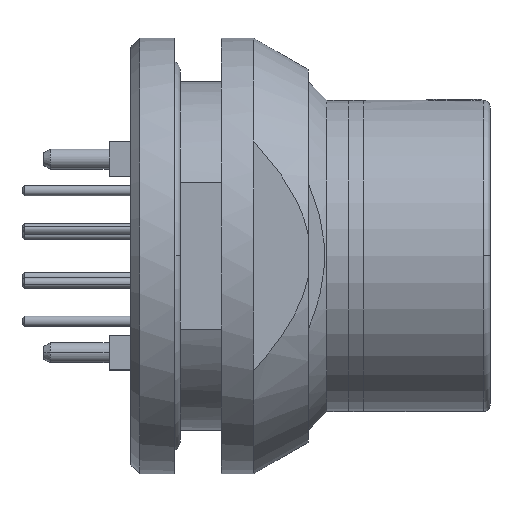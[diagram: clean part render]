
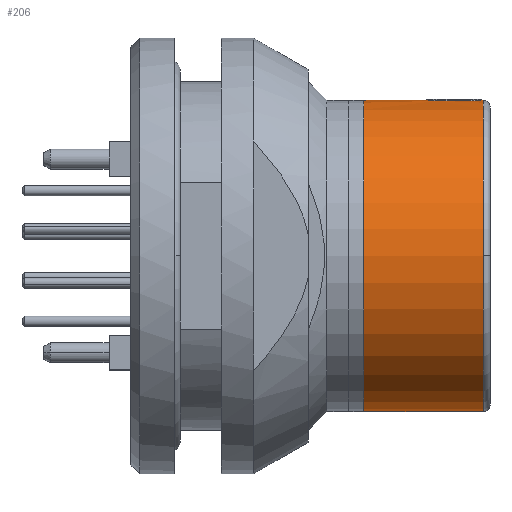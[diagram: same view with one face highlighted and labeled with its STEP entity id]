
A CAD part, top view. The second image highlights one B-rep face of the part: STEP entity #206.
In plain terms, the highlighted cylindrical face has radius 7.15 mm (diameter 14.3 mm), a partial arc.
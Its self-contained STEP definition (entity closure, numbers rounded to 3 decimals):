
#206=ADVANCED_FACE('',(#562),#563,.T.);
#562=FACE_OUTER_BOUND('',#1095,.T.);
#563=CYLINDRICAL_SURFACE('',#1096,7.15);
#1095=EDGE_LOOP('',(#1657,#1658,#1659,#1660,#1661,#1662,#1663,#1664,#1665,#1666));
#1096=AXIS2_PLACEMENT_3D('',#1667,#1668,#1669);
#1657=ORIENTED_EDGE('',*,*,#3007,.F.);
#1658=ORIENTED_EDGE('',*,*,#3008,.T.);
#1659=ORIENTED_EDGE('',*,*,#3009,.T.);
#1660=ORIENTED_EDGE('',*,*,#3010,.F.);
#1661=ORIENTED_EDGE('',*,*,#3011,.F.);
#1662=ORIENTED_EDGE('',*,*,#3003,.F.);
#1663=ORIENTED_EDGE('',*,*,#3012,.F.);
#1664=ORIENTED_EDGE('',*,*,#3013,.T.);
#1665=ORIENTED_EDGE('',*,*,#3014,.T.);
#1666=ORIENTED_EDGE('',*,*,#3015,.T.);
#1667=CARTESIAN_POINT('',(-2.9,0.,0.0));
#1668=DIRECTION('',(-1.0,0.0,0.0));
#1669=DIRECTION('',(0.0,1.0,0.0));
#3003=EDGE_CURVE('',#3549,#3551,#3552,.T.);
#3007=EDGE_CURVE('',#3557,#3558,#3559,.T.);
#3008=EDGE_CURVE('',#3557,#3560,#3561,.T.);
#3009=EDGE_CURVE('',#3560,#3562,#3563,.T.);
#3010=EDGE_CURVE('',#3564,#3562,#3565,.T.);
#3011=EDGE_CURVE('',#3551,#3564,#3566,.T.);
#3012=EDGE_CURVE('',#3567,#3549,#3568,.T.);
#3013=EDGE_CURVE('',#3567,#3569,#3570,.T.);
#3014=EDGE_CURVE('',#3569,#3571,#3572,.T.);
#3015=EDGE_CURVE('',#3571,#3558,#3573,.T.);
#3549=VERTEX_POINT('',#4337);
#3551=VERTEX_POINT('',#4339);
#3552=CIRCLE('',#4340,7.15);
#3557=VERTEX_POINT('',#4345);
#3558=VERTEX_POINT('',#4346);
#3559=LINE('',#4347,#4348);
#3560=VERTEX_POINT('',#4349);
#3561=CIRCLE('',#4350,7.15);
#3562=VERTEX_POINT('',#4351);
#3563=CIRCLE('',#4352,7.15);
#3564=VERTEX_POINT('',#4353);
#3565=LINE('',#4354,#4355);
#3566=CIRCLE('',#4356,7.15);
#3567=VERTEX_POINT('',#4357);
#3568=LINE('',#4358,#4359);
#3569=VERTEX_POINT('',#4360);
#3570=B_SPLINE_CURVE_WITH_KNOTS('',3,(#4361,#4362,#4363,#4364,#4365,#4366,#4367,#4368,#4369,#4370,#4371,#4372,#4373,#4374,#4375,#4376,#4377,#4378),.UNSPECIFIED.,.F.,.F.,(4,2,2,2,2,2,2,2,4),(0.0,0.023,0.045,0.068,0.09,0.113,0.136,0.158,0.181),.UNSPECIFIED.);
#3571=VERTEX_POINT('',#4379);
#3572=LINE('',#4380,#4381);
#3573=B_SPLINE_CURVE_WITH_KNOTS('',3,(#4382,#4383,#4384,#4385,#4386,#4387,#4388,#4389,#4390,#4391,#4392,#4393,#4394,#4395,#4396,#4397,#4398,#4399),.UNSPECIFIED.,.F.,.F.,(4,2,2,2,2,2,2,2,4),(-0.181,-0.158,-0.136,-0.113,-0.09,-0.068,-0.045,-0.023,0.0),.UNSPECIFIED.);
#4337=CARTESIAN_POINT('',(-0.3,7.15,0.));
#4339=CARTESIAN_POINT('',(-0.3,0.,7.15));
#4340=AXIS2_PLACEMENT_3D('',#5411,#5412,#5413);
#4345=CARTESIAN_POINT('',(-5.8,7.15,0.));
#4346=CARTESIAN_POINT('',(-2.9,7.15,0.));
#4347=CARTESIAN_POINT('',(-2.9,7.15,0.));
#4348=VECTOR('',#5420,1.0);
#4349=CARTESIAN_POINT('',(-5.8,0.0,7.15));
#4350=AXIS2_PLACEMENT_3D('',#5421,#5422,#5423);
#4351=CARTESIAN_POINT('',(-5.8,-7.15,0.));
#4352=AXIS2_PLACEMENT_3D('',#5424,#5425,#5426);
#4353=CARTESIAN_POINT('',(-0.3,-7.15,0.));
#4354=CARTESIAN_POINT('',(-2.9,-7.15,0.));
#4355=VECTOR('',#5427,1.0);
#4356=AXIS2_PLACEMENT_3D('',#5428,#5429,#5430);
#4357=CARTESIAN_POINT('',(-0.4,7.15,0.));
#4358=CARTESIAN_POINT('',(-2.9,7.15,0.));
#4359=VECTOR('',#5431,1.0);
#4360=CARTESIAN_POINT('',(-1.0,7.125,0.6));
#4361=CARTESIAN_POINT('',(-1.0,7.125,-0.6));
#4362=CARTESIAN_POINT('',(-0.925,7.125,-0.6));
#4363=CARTESIAN_POINT('',(-0.844,7.126,-0.585));
#4364=CARTESIAN_POINT('',(-0.696,7.131,-0.524));
#4365=CARTESIAN_POINT('',(-0.629,7.134,-0.478));
#4366=CARTESIAN_POINT('',(-0.522,7.141,-0.371));
#4367=CARTESIAN_POINT('',(-0.476,7.144,-0.304));
#4368=CARTESIAN_POINT('',(-0.415,7.149,-0.156));
#4369=CARTESIAN_POINT('',(-0.4,7.15,-0.075));
#4370=CARTESIAN_POINT('',(-0.4,7.15,0.075));
#4371=CARTESIAN_POINT('',(-0.415,7.149,0.156));
#4372=CARTESIAN_POINT('',(-0.476,7.144,0.304));
#4373=CARTESIAN_POINT('',(-0.522,7.141,0.371));
#4374=CARTESIAN_POINT('',(-0.629,7.134,0.478));
#4375=CARTESIAN_POINT('',(-0.696,7.131,0.524));
#4376=CARTESIAN_POINT('',(-0.844,7.126,0.585));
#4377=CARTESIAN_POINT('',(-0.925,7.125,0.6));
#4378=CARTESIAN_POINT('',(-1.0,7.125,0.6));
#4379=CARTESIAN_POINT('',(-2.3,7.125,0.6));
#4380=CARTESIAN_POINT('',(-2.9,7.125,0.6));
#4381=VECTOR('',#5432,10.0);
#4382=CARTESIAN_POINT('',(-2.3,7.125,0.6));
#4383=CARTESIAN_POINT('',(-2.375,7.125,0.6));
#4384=CARTESIAN_POINT('',(-2.456,7.126,0.585));
#4385=CARTESIAN_POINT('',(-2.604,7.131,0.524));
#4386=CARTESIAN_POINT('',(-2.671,7.134,0.478));
#4387=CARTESIAN_POINT('',(-2.778,7.141,0.371));
#4388=CARTESIAN_POINT('',(-2.824,7.144,0.304));
#4389=CARTESIAN_POINT('',(-2.885,7.149,0.156));
#4390=CARTESIAN_POINT('',(-2.9,7.15,0.075));
#4391=CARTESIAN_POINT('',(-2.9,7.15,-0.075));
#4392=CARTESIAN_POINT('',(-2.885,7.149,-0.156));
#4393=CARTESIAN_POINT('',(-2.824,7.144,-0.304));
#4394=CARTESIAN_POINT('',(-2.778,7.141,-0.371));
#4395=CARTESIAN_POINT('',(-2.671,7.134,-0.478));
#4396=CARTESIAN_POINT('',(-2.604,7.131,-0.524));
#4397=CARTESIAN_POINT('',(-2.456,7.126,-0.585));
#4398=CARTESIAN_POINT('',(-2.375,7.125,-0.6));
#4399=CARTESIAN_POINT('',(-2.3,7.125,-0.6));
#5411=CARTESIAN_POINT('',(-0.3,0.,0.0));
#5412=DIRECTION('',(1.0,0.,0.));
#5413=DIRECTION('',(0.,-1.0,0.));
#5420=DIRECTION('',(1.0,-0.0,-0.0));
#5421=CARTESIAN_POINT('',(-5.8,0.,0.0));
#5422=DIRECTION('',(1.0,0.,0.0));
#5423=DIRECTION('',(0.0,0.0,-1.0));
#5424=CARTESIAN_POINT('',(-5.8,0.,0.0));
#5425=DIRECTION('',(1.0,0.,0.0));
#5426=DIRECTION('',(0.0,0.0,-1.0));
#5427=DIRECTION('',(-1.0,0.0,0.0));
#5428=CARTESIAN_POINT('',(-0.3,0.,0.0));
#5429=DIRECTION('',(1.0,0.,0.));
#5430=DIRECTION('',(0.,-1.0,0.));
#5431=DIRECTION('',(1.0,-0.0,-0.0));
#5432=DIRECTION('',(-1.0,0.,0.0));
